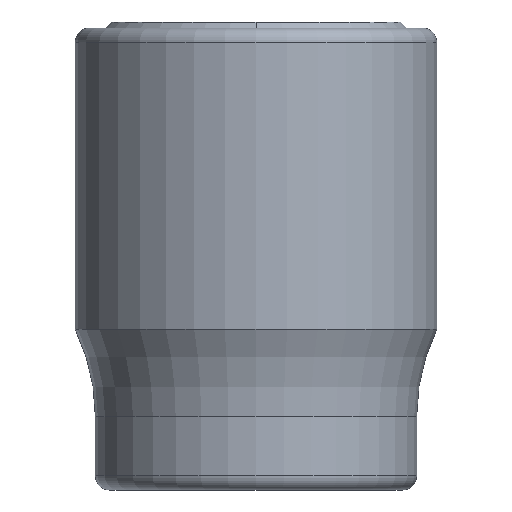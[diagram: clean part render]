
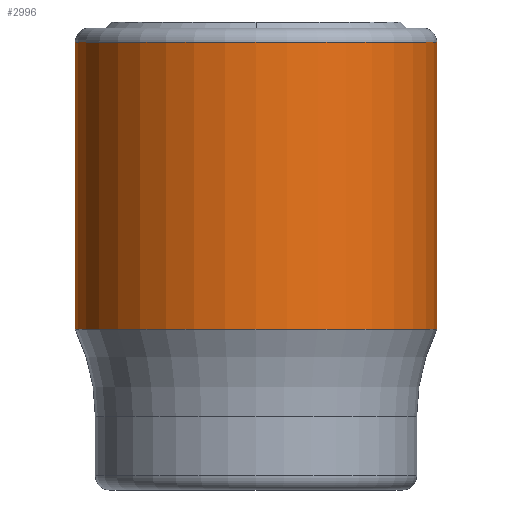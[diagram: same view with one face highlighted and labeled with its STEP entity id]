
A CAD part, front view. The second image highlights one B-rep face of the part: STEP entity #2996.
In plain terms, the highlighted cylindrical face has radius 9 mm (diameter 18 mm), a partial arc.
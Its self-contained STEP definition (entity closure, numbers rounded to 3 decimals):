
#2472=DIRECTION('',(0.,0.,1.));
#2473=VECTOR('',#2472,14.3);
#2474=CARTESIAN_POINT('',(-9.,0.,7.7));
#2475=LINE('',#2474,#2473);
#2479=CARTESIAN_POINT('',(0.,0.,22.));
#2480=DIRECTION('',(0.,0.,1.));
#2481=DIRECTION('',(1.,0.,0.));
#2482=AXIS2_PLACEMENT_3D('',#2479,#2480,#2481);
#2487=CARTESIAN_POINT('',(0.,0.,7.7));
#2488=DIRECTION('',(0.,0.,1.));
#2489=DIRECTION('',(1.,0.,0.));
#2490=AXIS2_PLACEMENT_3D('',#2487,#2488,#2489);
#2495=DIRECTION('',(0.,0.,1.));
#2496=VECTOR('',#2495,14.3);
#2497=CARTESIAN_POINT('',(9.,0.,7.7));
#2498=LINE('',#2497,#2496);
#2689=CARTESIAN_POINT('',(-9.,0.,7.7));
#2690=CARTESIAN_POINT('',(9.,0.,7.7));
#2691=VERTEX_POINT('',#2689);
#2692=VERTEX_POINT('',#2690);
#2713=CARTESIAN_POINT('',(9.,0.,22.));
#2714=CARTESIAN_POINT('',(-9.,0.,22.));
#2715=VERTEX_POINT('',#2713);
#2716=VERTEX_POINT('',#2714);
#2984=CARTESIAN_POINT('',(0.,0.,7.7));
#2985=DIRECTION('',(0.,0.,1.));
#2986=DIRECTION('',(1.,0.,0.));
#2987=AXIS2_PLACEMENT_3D('',#2984,#2985,#2986);
#2988=CYLINDRICAL_SURFACE('',#2987,9.);
#2989=ORIENTED_EDGE('',*,*,#2949,.T.);
#2990=ORIENTED_EDGE('',*,*,#2979,.F.);
#2992=ORIENTED_EDGE('',*,*,#2991,.F.);
#2993=ORIENTED_EDGE('',*,*,#2975,.T.);
#2994=EDGE_LOOP('',(#2989,#2990,#2992,#2993));
#2995=FACE_OUTER_BOUND('',#2994,.F.);
#2996=ADVANCED_FACE('',(#2995),#2988,.T.);
#2483=CIRCLE('',#2482,9.);
#2491=CIRCLE('',#2490,9.);
#2949=EDGE_CURVE('',#2715,#2716,#2483,.T.);
#2975=EDGE_CURVE('',#2692,#2715,#2498,.T.);
#2979=EDGE_CURVE('',#2691,#2716,#2475,.T.);
#2991=EDGE_CURVE('',#2692,#2691,#2491,.T.);
